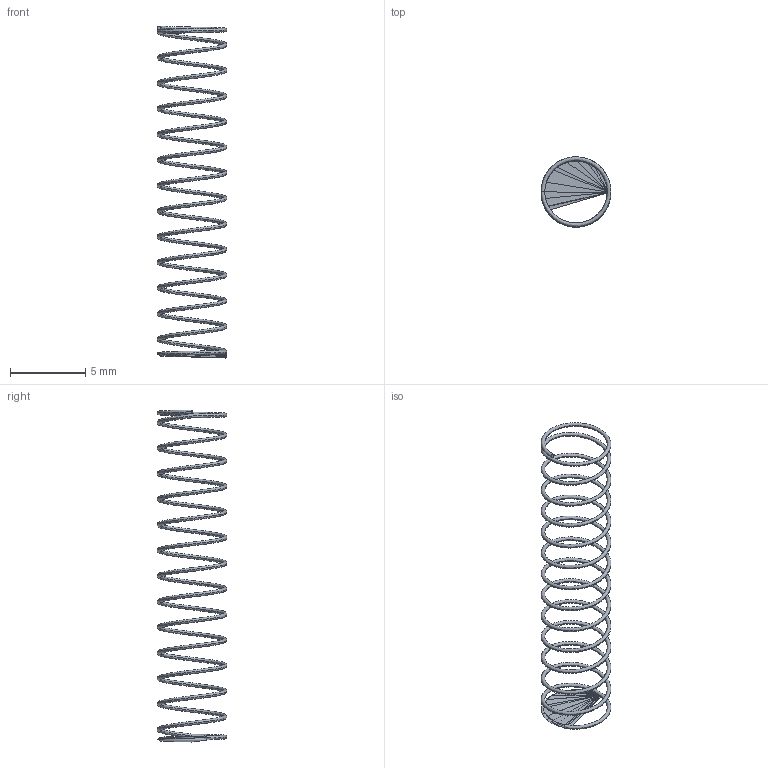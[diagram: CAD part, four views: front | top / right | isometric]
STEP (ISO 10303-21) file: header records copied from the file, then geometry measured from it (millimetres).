
FILE_DESCRIPTION(('STEP AP214'),'1');
FILE_NAME('cctmp_1FB32D8F-EF86-486F-987E-503F553CEE9C_2020_7_9_11_44_4_118..stp','2020-07-09T09:44:04',('Gutekunst + Co.KG Federnfabriken'),('CADClick - www.CADClick.com'),'Spatial InterOp 3D',' ','unknown authorization');
FILE_SCHEMA(('AUTOMOTIVE_DESIGN'));
Length unit declared in the file: millimetre
Products named in the file (1): 2020_07_09__11-44-04-118
Bounding box: 4.65 x 4.65 x 22.1 mm (x, y, z)
Volume: 9 mm3; surface area: 156.1 mm2
Topology: 1 solids, 1 shells, 4 faces, 6 edges, 4 vertices
Faces by surface type: bspline 2, plane 2
Entity records: 4520 total; most frequent: CARTESIAN_POINT 4395, DIRECTION 14, ORIENTED_EDGE 12, AXIS2_PLACEMENT_3D 7, EDGE_CURVE 6, STYLED_ITEM 5, PRESENTATION_STYLE_ASSIGNMENT 5, SURFACE_STYLE_USAGE 5
